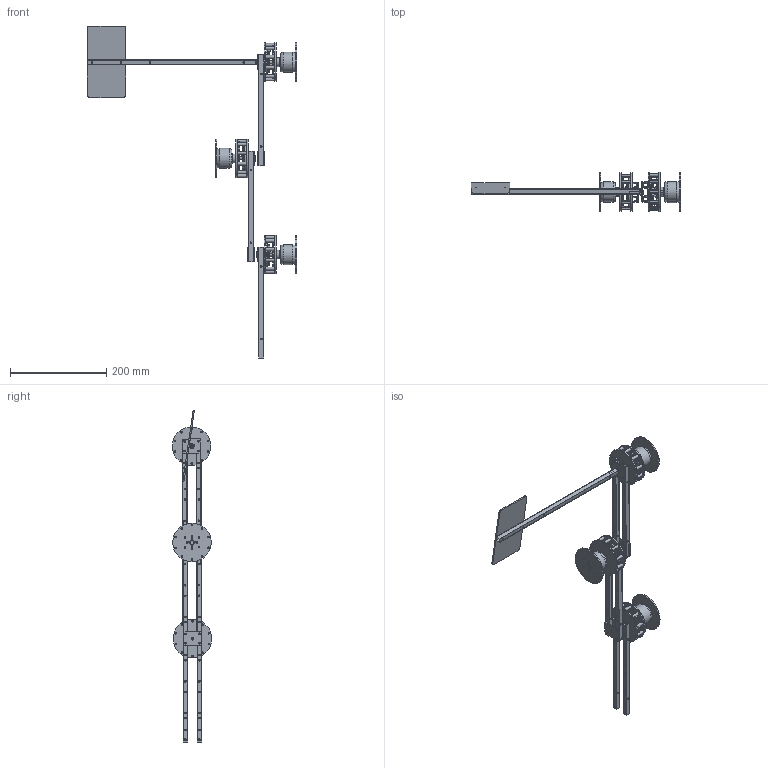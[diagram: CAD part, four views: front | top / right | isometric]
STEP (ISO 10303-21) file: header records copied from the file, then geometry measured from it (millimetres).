
FILE_DESCRIPTION(/* description */ (''),/* implementation_level */ '2;1');
FILE_NAME(/* name */ 'frame_asm.step',/* time_stamp */ '2024-02-09T09:22:22+09:00',/* author */ (''),/* organization */ (''),/* preprocessor_version */ 'ST-DEVELOPER v20',/* originating_system */ 'Autodesk Translation Framework v12.14.0.127',/* authorisation */ '');
FILE_SCHEMA (('AUTOMOTIVE_DESIGN { 1 0 10303 214 3 1 1 }'));
Length unit declared in the file: millimetre
Products named in the file (31): frame_asm; cycloid_asm; cycloidal_gear_1; cycloidal_gear_2; u3power-uav-700kv; cycloid_asm_1; cycloidal_gear_1_1; cycloidal_gear_2_1; u3power-uav-700kv_1; mdf_base_1; frame_10_20_200; mdf_base_2; cycloid_asm_2; cycloid_base; cycloid_input_axis; cycloidal_gear_1_2; Cycloidal reducer; cycloidal_gear_2_2; Cycloidal reducer_1; cycloid_output; circle-spacer-3-6-6; spacer_adapter; u3power-uav-700kv_2; コンポーネント1; コンポーネント2; cycloid_base_2; circle-spacer-3-6-20; mdf_base_3; phone_hand_adapter; phone_hand; phone_base
Assembly tree (99 placements, depth 4):
  frame_asm
    frame_10_20_200  x6
    mdf_base_1  x2
    cycloid_asm
      circle-spacer-3-6-20  x11
      cycloid_base
      cycloid_base_2  x2
      cycloid_input_axis
      cycloidal_gear_1
        Cycloidal reducer
      circle-spacer-3-6-6  x2
      cycloidal_gear_2
        Cycloidal reducer_1
      cycloid_output
      spacer_adapter
      u3power-uav-700kv
        コンポーネント1
        コンポーネント2
    spacer_adapter  x2
    mdf_base_2  x4
    cycloid_asm_1
      circle-spacer-3-6-20  x11
      cycloid_base
      cycloid_base_2  x2
      cycloid_input_axis
      cycloidal_gear_1_1
        Cycloidal reducer
      circle-spacer-3-6-6  x2
      cycloidal_gear_2_1
        Cycloidal reducer_1
      cycloid_output
      spacer_adapter
      u3power-uav-700kv_1
        コンポーネント1
        コンポーネント2
    cycloid_asm_2
      circle-spacer-3-6-20  x11
      cycloid_base
      cycloid_base_2  x2
      cycloid_input_axis
      cycloidal_gear_1_2
        Cycloidal reducer
      circle-spacer-3-6-6  x2
      cycloidal_gear_2_2
        Cycloidal reducer_1
      cycloid_output
      spacer_adapter
      u3power-uav-700kv_2
        コンポーネント1
        コンポーネント2
    mdf_base_3
    phone_hand_adapter
    phone_hand
    phone_base
Bounding box: 435.05 x 81.81 x 690.29 mm (x, y, z)
Volume: 415190.8 mm3; surface area: 370765.9 mm2
Topology: 87 solids, 87 shells, 1264 faces, 3000 edges, 1934 vertices
Faces by surface type: cylinder 632, plane 500, cone 126, bspline 6
Full cylindrical faces by diameter (mm): 3 x69, 3.2 x386, 4 x3, 6 x39, 6.2 x3, 7.7 x6, 8 x3, 9.8 x5, 10 x9, 12 x5, 18 x3, 20 x6, 41.8 x3, 58 x3, 80 x9
Entity records: 14776 total; most frequent: CARTESIAN_POINT 4136, DIRECTION 2237, ORIENTED_EDGE 1786, EDGE_CURVE 893, AXIS2_PLACEMENT_3D 869, EDGE_LOOP 609, VERTEX_POINT 566, LINE 499
